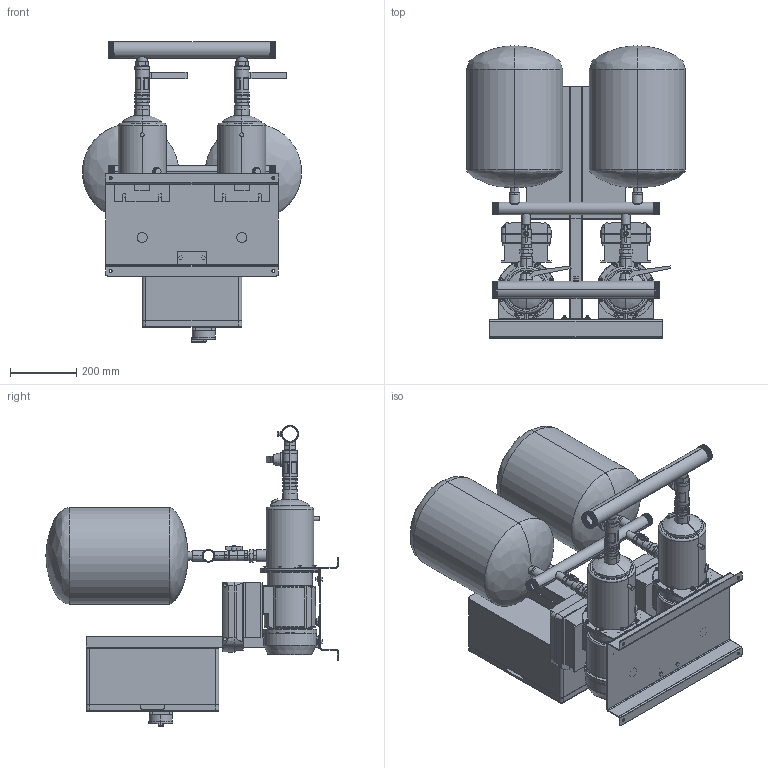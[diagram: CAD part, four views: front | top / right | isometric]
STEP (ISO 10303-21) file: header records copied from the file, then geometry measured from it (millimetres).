
FILE_DESCRIPTION (( 'STEP AP214' ), '1' );
FILE_NAME ('2EH_5-7_TE_ZB00064931.STEP', '2022-07-17T15:06:46', ( '' ), ( '' ), 'SwSTEP 2.0', 'SolidWorks 2020', '' );
FILE_SCHEMA (( 'AUTOMOTIVE_DESIGN' ));
Length unit declared in the file: millimetre
Products named in the file (1): 2EH_5-7_TE_ZB00064931
Bounding box: 660 x 880 x 906 mm (x, y, z)
Volume: 83279126.5 mm3; surface area: 4411787.3 mm2
Topology: 46 solids, 47 shells, 1624 faces, 3948 edges, 2543 vertices
Faces by surface type: plane 840, cylinder 573, cone 118, torus 45, bspline 38, sphere 10
Entity records: 85270 total; most frequent: CARTESIAN_POINT 29385, ORIENTED_EDGE 7884, DIRECTION 7570, EDGE_CURVE 3942, AXIS2_PLACEMENT_3D 2671, VERTEX_POINT 2543, LINE 2228, VECTOR 2228
